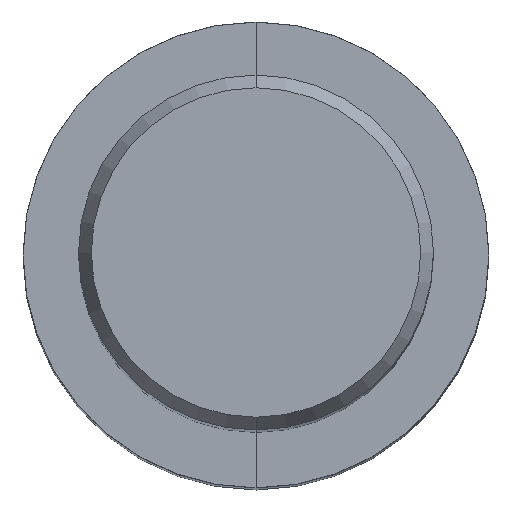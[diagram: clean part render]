
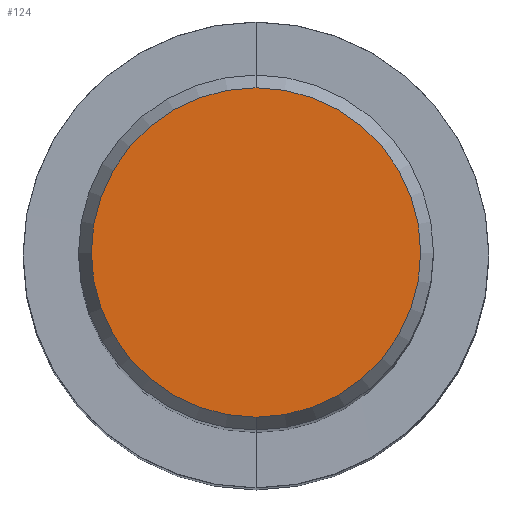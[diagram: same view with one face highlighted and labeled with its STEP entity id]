
A CAD part, top view. The second image highlights one B-rep face of the part: STEP entity #124.
In plain terms, the highlighted planar face has unit normal (0, 0, 1).
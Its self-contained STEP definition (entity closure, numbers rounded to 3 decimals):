
#80=VERTEX_POINT('',#193);
#88=VERTEX_POINT('',#202);
#118=EDGE_CURVE('',#88,#80,#238,.T.);
#124=ADVANCED_FACE('',(#244),#245,.T.);
#148=EDGE_CURVE('',#80,#88,#271,.T.);
#193=CARTESIAN_POINT('',(0.0,5.892,0.01));
#202=CARTESIAN_POINT('',(0.,-5.892,0.01));
#238=CIRCLE('',#364,5.892);
#244=FACE_OUTER_BOUND('',#372,.T.);
#245=PLANE('',#373);
#271=CIRCLE('',#412,5.892);
#364=AXIS2_PLACEMENT_3D('',#496,#497,#498);
#372=EDGE_LOOP('',(#506,#507));
#373=AXIS2_PLACEMENT_3D('',#508,#509,#510);
#412=AXIS2_PLACEMENT_3D('',#538,#539,#540);
#496=CARTESIAN_POINT('',(0.0,0.0,0.01));
#497=DIRECTION('',(0.0,0.0,-1.0));
#498=DIRECTION('',(0.0,1.0,0.0));
#506=ORIENTED_EDGE('',*,*,#148,.F.);
#507=ORIENTED_EDGE('',*,*,#118,.F.);
#508=CARTESIAN_POINT('',(0.0,2.946,0.01));
#509=DIRECTION('',(-0.0,0.0,1.0));
#510=DIRECTION('',(0.0,-1.0,0.0));
#538=CARTESIAN_POINT('',(0.0,0.0,0.01));
#539=DIRECTION('',(0.0,0.0,-1.0));
#540=DIRECTION('',(0.0,1.0,0.0));
